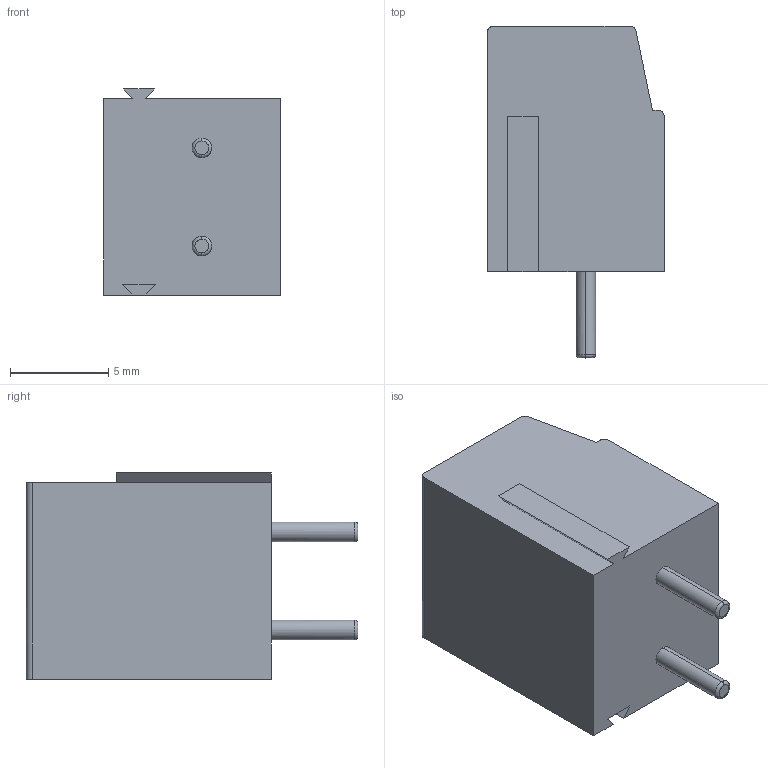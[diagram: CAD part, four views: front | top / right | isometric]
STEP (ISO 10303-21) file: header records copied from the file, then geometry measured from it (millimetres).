
FILE_DESCRIPTION (( 'STEP AP214' ), '1' );
FILE_NAME ('CUI_DEVICES_TB001-500-P02YL.STEP', '2020-03-28T13:31:04', ( '' ), ( '' ), 'SwSTEP 2.0', 'SolidWorks 2018', '' );
FILE_SCHEMA (( 'AUTOMOTIVE_DESIGN' ));
Length unit declared in the file: millimetre
Products named in the file (3): CUI_DEVICES_TB001-500-P02YL; CUI_DEVICES_TB001-500-P02YL.igs; TB001-500-02P_Yellow - P.igs
Assembly tree (2 placements, depth 3):
  CUI_DEVICES_TB001-500-P02YL
    CUI_DEVICES_TB001-500-P02YL.igs
      TB001-500-02P_Yellow - P.igs
Bounding box: 9 x 16.9 x 10.5 mm (x, y, z)
Volume: 948.5 mm3; surface area: 950.5 mm2
Topology: 1 solids, 1 shells, 145 faces, 383 edges, 252 vertices
Faces by surface type: bspline 145
Entity records: 5453 total; most frequent: CARTESIAN_POINT 2589, ORIENTED_EDGE 766, EDGE_CURVE 383, B_SPLINE_CURVE_WITH_KNOTS 319, VERTEX_POINT 252, EDGE_LOOP 161, ADVANCED_FACE 145, FACE_OUTER_BOUND 145
